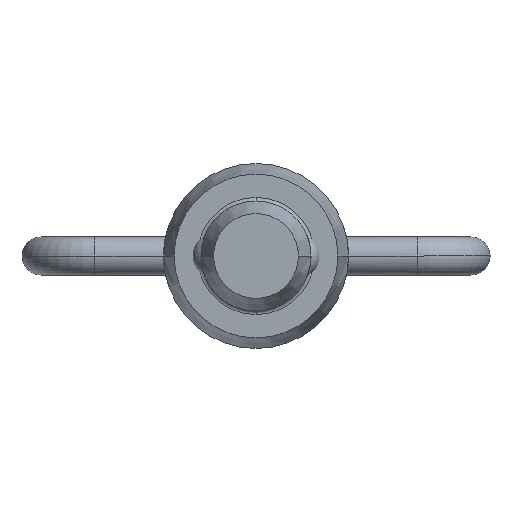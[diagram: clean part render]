
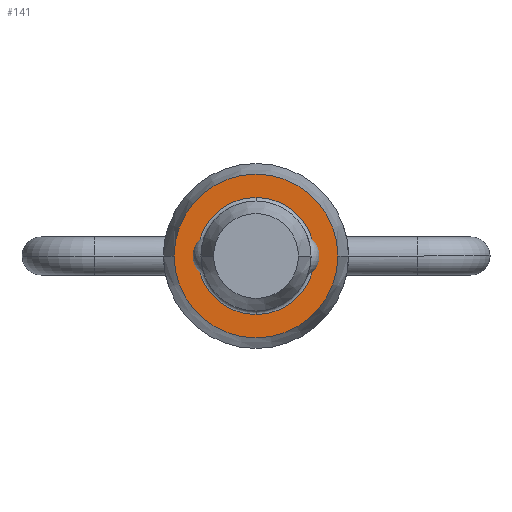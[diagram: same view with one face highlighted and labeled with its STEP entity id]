
A CAD part, front view. The second image highlights one B-rep face of the part: STEP entity #141.
In plain terms, the highlighted planar face has unit normal (0, -1, 0).
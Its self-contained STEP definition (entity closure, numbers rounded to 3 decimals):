
#141=ADVANCED_FACE('',(#280,#281),#282,.T.);
#280=FACE_OUTER_BOUND('',#413,.T.);
#281=FACE_BOUND('',#414,.T.);
#282=PLANE('',#415);
#413=EDGE_LOOP('',(#766,#767));
#414=EDGE_LOOP('',(#768,#769,#770));
#415=AXIS2_PLACEMENT_3D('',#771,#772,#773);
#766=ORIENTED_EDGE('',*,*,#919,.T.);
#767=ORIENTED_EDGE('',*,*,#791,.T.);
#768=ORIENTED_EDGE('',*,*,#925,.T.);
#769=ORIENTED_EDGE('',*,*,#799,.T.);
#770=ORIENTED_EDGE('',*,*,#926,.T.);
#771=CARTESIAN_POINT('',(-4.355,0.,0.0));
#772=DIRECTION('',(0.,-1.0,0.0));
#773=DIRECTION('',(1.0,0.,0.0));
#791=EDGE_CURVE('',#935,#932,#936,.T.);
#799=EDGE_CURVE('',#942,#948,#950,.T.);
#919=EDGE_CURVE('',#932,#935,#1123,.T.);
#925=EDGE_CURVE('',#1129,#942,#1130,.T.);
#926=EDGE_CURVE('',#948,#1129,#1131,.T.);
#932=VERTEX_POINT('',#1137);
#935=VERTEX_POINT('',#1141);
#936=CIRCLE('',#1142,4.722);
#942=VERTEX_POINT('',#1149);
#948=VERTEX_POINT('',#1155);
#950=CIRCLE('',#1157,3.375);
#1123=CIRCLE('',#1526,4.722);
#1129=VERTEX_POINT('',#1534);
#1130=CIRCLE('',#1535,3.375);
#1131=CIRCLE('',#1536,3.375);
#1137=CARTESIAN_POINT('',(-4.722,0.0,0.0));
#1141=CARTESIAN_POINT('',(4.722,0.,0.));
#1142=AXIS2_PLACEMENT_3D('',#1542,#1543,#1544);
#1149=CARTESIAN_POINT('',(0.,0.,3.375));
#1155=CARTESIAN_POINT('',(0.,0.,-3.375));
#1157=AXIS2_PLACEMENT_3D('',#1561,#1562,#1563);
#1526=AXIS2_PLACEMENT_3D('',#1741,#1742,#1743);
#1534=CARTESIAN_POINT('',(-3.375,0.0,0.0));
#1535=AXIS2_PLACEMENT_3D('',#1746,#1747,#1748);
#1536=AXIS2_PLACEMENT_3D('',#1749,#1750,#1751);
#1542=CARTESIAN_POINT('',(0.,0.,0.));
#1543=DIRECTION('',(0.,-1.0,0.0));
#1544=DIRECTION('',(-1.0,0.,0.0));
#1561=CARTESIAN_POINT('',(0.,0.0,0.0));
#1562=DIRECTION('',(0.,1.0,0.0));
#1563=DIRECTION('',(-1.0,0.,0.0));
#1741=CARTESIAN_POINT('',(0.,0.,0.));
#1742=DIRECTION('',(0.,-1.0,0.0));
#1743=DIRECTION('',(-1.0,0.,0.0));
#1746=CARTESIAN_POINT('',(0.,0.0,0.0));
#1747=DIRECTION('',(0.,1.0,0.0));
#1748=DIRECTION('',(-1.0,0.,0.0));
#1749=CARTESIAN_POINT('',(0.,0.0,0.0));
#1750=DIRECTION('',(0.,1.0,0.0));
#1751=DIRECTION('',(-1.0,0.,0.0));
